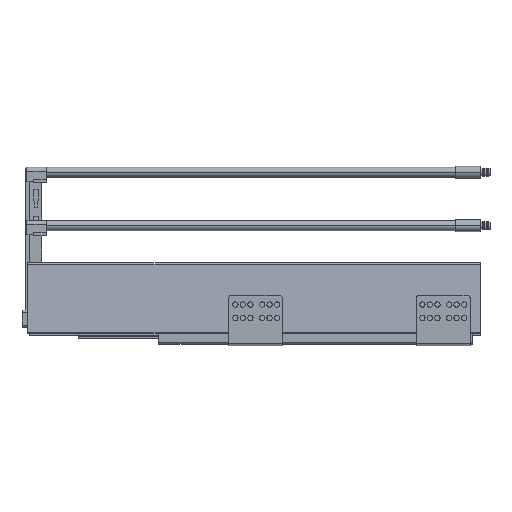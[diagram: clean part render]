
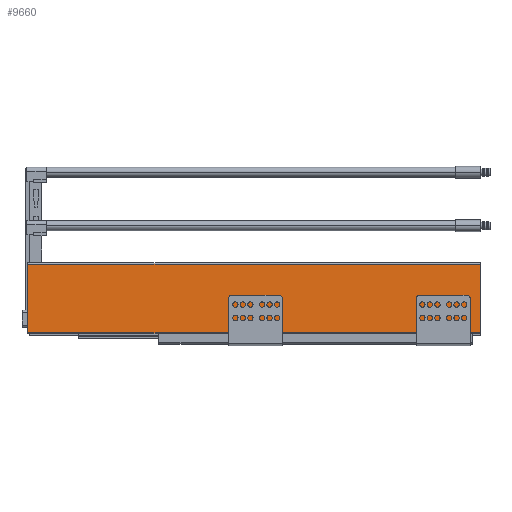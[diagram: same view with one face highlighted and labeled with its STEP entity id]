
A CAD part, top view. The second image highlights one B-rep face of the part: STEP entity #9660.
In plain terms, the highlighted planar face has unit normal (0, 0.052, 0.999).
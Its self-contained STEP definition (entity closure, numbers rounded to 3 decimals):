
#202 = CARTESIAN_POINT ( 'NONE',  ( -542., 82.129, 62.296 ) ) ;
#223 = VECTOR ( 'NONE', #4712, 1000. ) ;
#388 = CARTESIAN_POINT ( 'NONE',  ( -542., 82.129, 62.296 ) ) ;
#646 = VERTEX_POINT ( 'NONE', #8517 ) ;
#766 = CARTESIAN_POINT ( 'NONE',  ( -542., 0., 66.6 ) ) ;
#1092 = DIRECTION ( 'NONE',  ( 1., 0., 0. ) ) ;
#1274 = VECTOR ( 'NONE', #1092, 1000. ) ;
#1595 = CARTESIAN_POINT ( 'NONE',  ( -542., 0., 66.6 ) ) ;
#1741 = CARTESIAN_POINT ( 'NONE',  ( -542., 0., 66.6 ) ) ;
#2050 = LINE ( 'NONE', #766, #223 ) ;
#2095 = DIRECTION ( 'NONE',  ( 1., 0., 0. ) ) ;
#3047 = VECTOR ( 'NONE', #8551, 1000. ) ;
#3427 = EDGE_CURVE ( 'NONE', #9083, #646, #8105, .T. ) ;
#4712 = DIRECTION ( 'NONE',  ( 0., 0.999, -0.052 ) ) ;
#4772 = DIRECTION ( 'NONE',  ( 0., 0.999, -0.052 ) ) ;
#4979 = ORIENTED_EDGE ( 'NONE', *, *, #10224, .T. ) ;
#5372 = VERTEX_POINT ( 'NONE', #1741 ) ;
#5547 = DIRECTION ( 'NONE',  ( 0., 0.052, 0.999 ) ) ;
#5778 = ORIENTED_EDGE ( 'NONE', *, *, #9219, .T. ) ;
#5919 = CARTESIAN_POINT ( 'NONE',  ( -542., 0., 66.6 ) ) ;
#7060 = EDGE_CURVE ( 'NONE', #5372, #9083, #2050, .T. ) ;
#7830 = VECTOR ( 'NONE', #2095, 1000. ) ;
#8060 = AXIS2_PLACEMENT_3D ( 'NONE', #1595, #5547, #4772 ) ;
#8105 = LINE ( 'NONE', #202, #1274 ) ;
#8517 = CARTESIAN_POINT ( 'NONE',  ( 0., 82.129, 62.296 ) ) ;
#8551 = DIRECTION ( 'NONE',  ( 0., 0.999, -0.052 ) ) ;
#9083 = VERTEX_POINT ( 'NONE', #388 ) ;
#9219 = EDGE_CURVE ( 'NONE', #9971, #646, #11546, .T. ) ;
#9592 = ORIENTED_EDGE ( 'NONE', *, *, #3427, .F. ) ;
#9660 = ADVANCED_FACE ( 'NONE', ( #10686 ), #10498, .T. ) ;
#9971 = VERTEX_POINT ( 'NONE', #10276 ) ;
#10224 = EDGE_CURVE ( 'NONE', #5372, #9971, #10861, .T. ) ;
#10276 = CARTESIAN_POINT ( 'NONE',  ( 0., 0., 66.6 ) ) ;
#10498 = PLANE ( 'NONE',  #8060 ) ;
#10513 = CARTESIAN_POINT ( 'NONE',  ( 0., 0., 66.6 ) ) ;
#10686 = FACE_OUTER_BOUND ( 'NONE', #11381, .T. ) ;
#10861 = LINE ( 'NONE', #5919, #7830 ) ;
#11381 = EDGE_LOOP ( 'NONE', ( #5778, #9592, #12591, #4979 ) ) ;
#11546 = LINE ( 'NONE', #10513, #3047 ) ;
#12591 = ORIENTED_EDGE ( 'NONE', *, *, #7060, .F. ) ;
